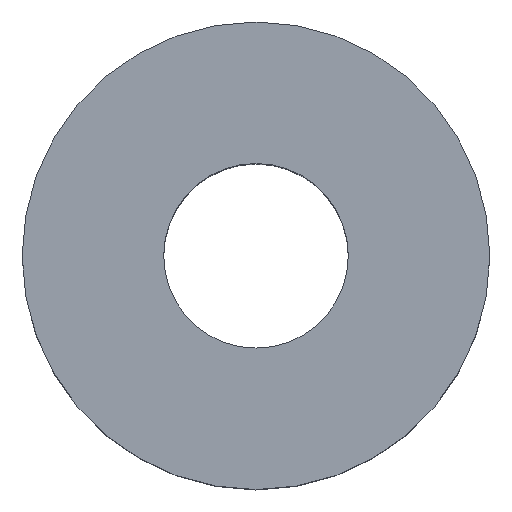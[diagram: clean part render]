
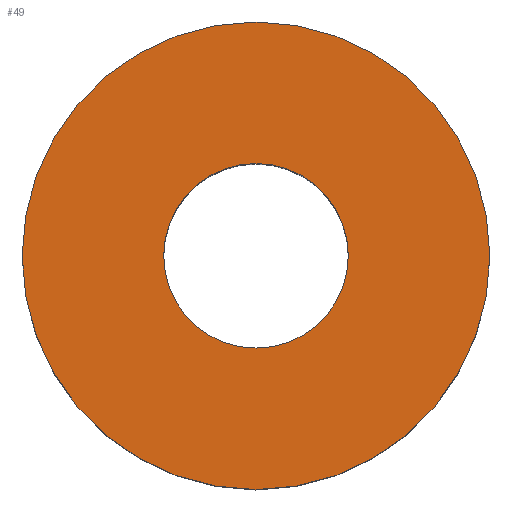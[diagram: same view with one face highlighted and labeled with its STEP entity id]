
A CAD part, top view. The second image highlights one B-rep face of the part: STEP entity #49.
In plain terms, the highlighted planar face has unit normal (0, 0, 1).
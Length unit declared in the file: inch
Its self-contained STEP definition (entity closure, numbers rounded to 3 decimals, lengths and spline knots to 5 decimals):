
#5 = CARTESIAN_POINT ( 'NONE',  ( 0., 0., 0.09843 ) ) ;
#14 = VERTEX_POINT ( 'NONE', #270 ) ;
#17 = VERTEX_POINT ( 'NONE', #71 ) ;
#27 = DIRECTION ( 'NONE',  ( -1., 0., 0. ) ) ;
#39 = EDGE_CURVE ( 'NONE', #14, #267, #254, .T. ) ;
#49 = ADVANCED_FACE ( 'NONE', ( #127, #165 ), #250, .T. ) ;
#51 = AXIS2_PLACEMENT_3D ( 'NONE', #88, #245, #27 ) ;
#59 = AXIS2_PLACEMENT_3D ( 'NONE', #117, #90, #160 ) ;
#71 = CARTESIAN_POINT ( 'NONE',  ( 0.03963, 0., 0.09843 ) ) ;
#76 = DIRECTION ( 'NONE',  ( 1., 0., 0. ) ) ;
#78 = VERTEX_POINT ( 'NONE', #144 ) ;
#88 = CARTESIAN_POINT ( 'NONE',  ( 0., 0., 0.09843 ) ) ;
#90 = DIRECTION ( 'NONE',  ( 0., 0., 1. ) ) ;
#93 = ORIENTED_EDGE ( 'NONE', *, *, #262, .T. ) ;
#96 = CARTESIAN_POINT ( 'NONE',  ( 0., 0., 0.09843 ) ) ;
#102 = CIRCLE ( 'NONE', #182, 0.10039 ) ;
#109 = DIRECTION ( 'NONE',  ( 0., 0., -1. ) ) ;
#117 = CARTESIAN_POINT ( 'NONE',  ( -0.10039, 0., 0.09843 ) ) ;
#127 = FACE_OUTER_BOUND ( 'NONE', #266, .T. ) ;
#139 = ORIENTED_EDGE ( 'NONE', *, *, #39, .F. ) ;
#143 = ORIENTED_EDGE ( 'NONE', *, *, #269, .T. ) ;
#144 = CARTESIAN_POINT ( 'NONE',  ( -0.03963, 0., 0.09843 ) ) ;
#155 = CARTESIAN_POINT ( 'NONE',  ( -0.10039, 0., 0.09843 ) ) ;
#160 = DIRECTION ( 'NONE',  ( 1., 0., 0. ) ) ;
#165 = FACE_BOUND ( 'NONE', #275, .T. ) ;
#176 = DIRECTION ( 'NONE',  ( -1., 0., 0. ) ) ;
#182 = AXIS2_PLACEMENT_3D ( 'NONE', #187, #220, #280 ) ;
#185 = DIRECTION ( 'NONE',  ( 0., 0., -1. ) ) ;
#187 = CARTESIAN_POINT ( 'NONE',  ( 0., 0., 0.09843 ) ) ;
#197 = CIRCLE ( 'NONE', #51, 0.03963 ) ;
#212 = CIRCLE ( 'NONE', #242, 0.03963 ) ;
#216 = EDGE_CURVE ( 'NONE', #267, #14, #102, .T. ) ;
#220 = DIRECTION ( 'NONE',  ( 0., 0., -1. ) ) ;
#238 = AXIS2_PLACEMENT_3D ( 'NONE', #96, #185, #76 ) ;
#242 = AXIS2_PLACEMENT_3D ( 'NONE', #5, #109, #176 ) ;
#245 = DIRECTION ( 'NONE',  ( 0., 0., -1. ) ) ;
#250 = PLANE ( 'NONE',  #59 ) ;
#254 = CIRCLE ( 'NONE', #238, 0.10039 ) ;
#262 = EDGE_CURVE ( 'NONE', #17, #78, #197, .T. ) ;
#266 = EDGE_LOOP ( 'NONE', ( #139, #274 ) ) ;
#267 = VERTEX_POINT ( 'NONE', #155 ) ;
#269 = EDGE_CURVE ( 'NONE', #78, #17, #212, .T. ) ;
#270 = CARTESIAN_POINT ( 'NONE',  ( 0.10039, 0., 0.09843 ) ) ;
#274 = ORIENTED_EDGE ( 'NONE', *, *, #216, .F. ) ;
#275 = EDGE_LOOP ( 'NONE', ( #143, #93 ) ) ;
#280 = DIRECTION ( 'NONE',  ( 1., 0., 0. ) ) ;
